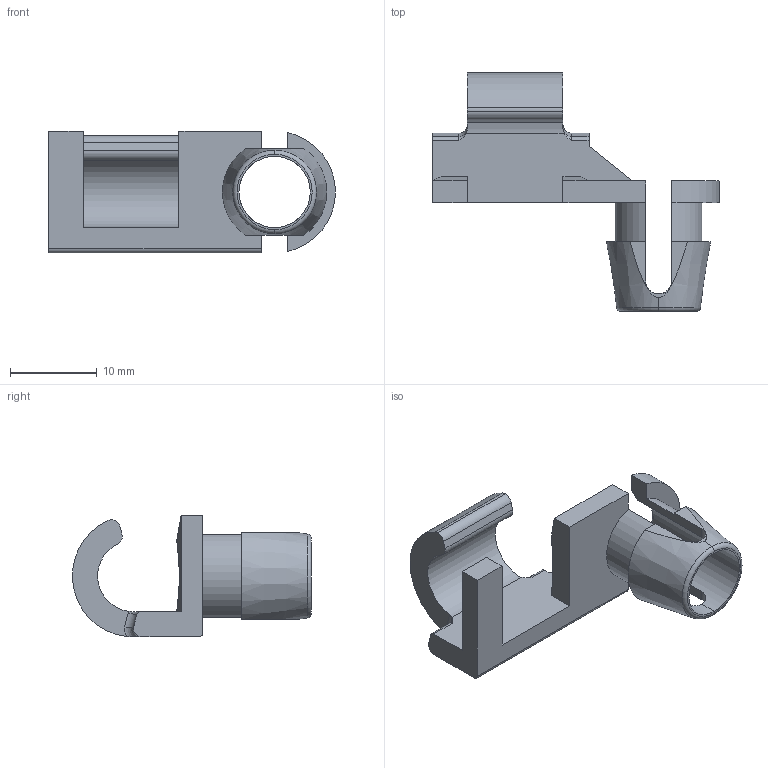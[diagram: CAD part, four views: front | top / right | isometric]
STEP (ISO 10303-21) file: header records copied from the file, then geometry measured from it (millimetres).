
FILE_DESCRIPTION (( 'STEP AP203' ), '1' );
FILE_NAME ('AC-25-Q-2.STEP', '2006-06-08T02:10:15', ( ' ' ), ( ' ' ), 'SwSTEP 2.0', 'SolidWorks 2005204', '' );
FILE_SCHEMA (( 'CONFIG_CONTROL_DESIGN' ));
Length unit declared in the file: millimetre
Products named in the file (1): AC-25-Q-2
Bounding box: 33 x 27.48 x 14 mm (x, y, z)
Volume: 1787.2 mm3; surface area: 2169.7 mm2
Topology: 1 solids, 1 shells, 62 faces, 175 edges, 114 vertices
Faces by surface type: plane 31, cylinder 21, torus 6, cone 4
Entity records: 2228 total; most frequent: CARTESIAN_POINT 544, ORIENTED_EDGE 350, DIRECTION 327, EDGE_CURVE 175, VERTEX_POINT 114, AXIS2_PLACEMENT_3D 113, LINE 101, VECTOR 101
